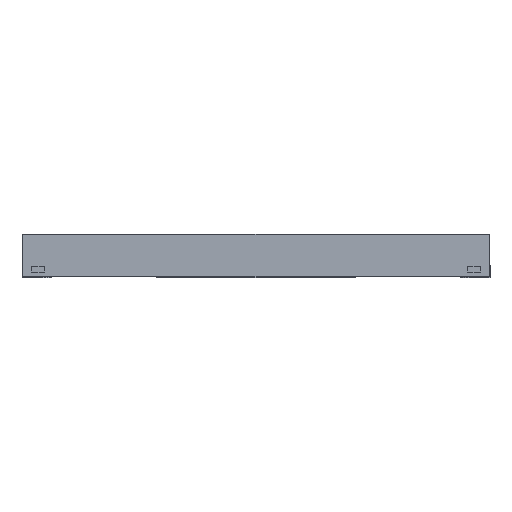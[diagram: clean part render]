
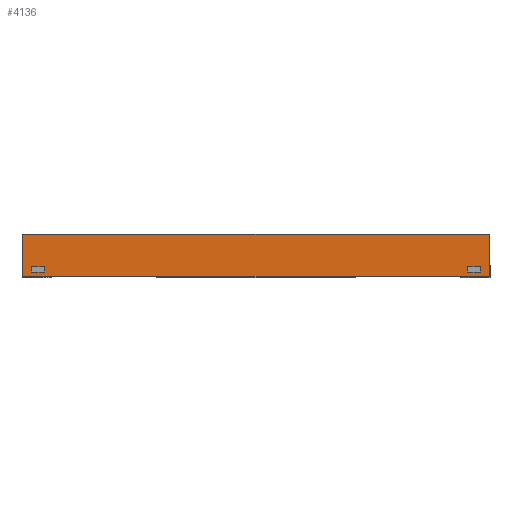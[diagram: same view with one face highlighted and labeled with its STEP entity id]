
A CAD part, front view. The second image highlights one B-rep face of the part: STEP entity #4136.
In plain terms, the highlighted planar face has unit normal (0, -1, 0).
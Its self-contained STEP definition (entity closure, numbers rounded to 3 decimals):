
#89 = DIRECTION ( 'NONE',  ( 0., 1., 0. ) ) ;
#91 = EDGE_CURVE ( 'NONE', #23829, #3589, #21543, .T. ) ;
#96 = EDGE_CURVE ( 'NONE', #9902, #17989, #3260, .T. ) ;
#918 = ORIENTED_EDGE ( 'NONE', *, *, #5525, .T. ) ;
#1069 = ORIENTED_EDGE ( 'NONE', *, *, #96, .T. ) ;
#1150 = CARTESIAN_POINT ( 'NONE',  ( -3.844, -3., 0.08 ) ) ;
#1181 = CARTESIAN_POINT ( 'NONE',  ( -4., -3., 0.73 ) ) ;
#1286 = VERTEX_POINT ( 'NONE', #11484 ) ;
#1299 = LINE ( 'NONE', #23610, #11679 ) ;
#1402 = CARTESIAN_POINT ( 'NONE',  ( 3.844, -3., 0.08 ) ) ;
#1818 = EDGE_CURVE ( 'NONE', #15537, #1286, #14844, .T. ) ;
#2292 = DIRECTION ( 'NONE',  ( 0., 0., 1. ) ) ;
#2343 = CARTESIAN_POINT ( 'NONE',  ( 3.844, -3., 0.174 ) ) ;
#2458 = EDGE_CURVE ( 'NONE', #17989, #11267, #24819, .T. ) ;
#2773 = DIRECTION ( 'NONE',  ( 1., 0., 0. ) ) ;
#2885 = EDGE_LOOP ( 'NONE', ( #15137, #6159, #12701, #918 ) ) ;
#3083 = ORIENTED_EDGE ( 'NONE', *, *, #6764, .T. ) ;
#3114 = CARTESIAN_POINT ( 'NONE',  ( -4., -3., 0.73 ) ) ;
#3156 = EDGE_CURVE ( 'NONE', #23829, #8571, #5571, .T. ) ;
#3260 = LINE ( 'NONE', #12259, #24294 ) ;
#3589 = VERTEX_POINT ( 'NONE', #23037 ) ;
#3884 = DIRECTION ( 'NONE',  ( 0., 0., -1. ) ) ;
#3902 = FACE_OUTER_BOUND ( 'NONE', #7402, .T. ) ;
#4136 = ADVANCED_FACE ( 'NONE', ( #7927, #17180, #3902 ), #12953, .F. ) ;
#4384 = DIRECTION ( 'NONE',  ( 1., 0., 0. ) ) ;
#4487 = CARTESIAN_POINT ( 'NONE',  ( 3.629, -3., 0.174 ) ) ;
#4552 = ORIENTED_EDGE ( 'NONE', *, *, #19219, .F. ) ;
#4700 = VECTOR ( 'NONE', #23864, 1000. ) ;
#4840 = VECTOR ( 'NONE', #17780, 1000. ) ;
#5008 = CARTESIAN_POINT ( 'NONE',  ( -4., -3., 0. ) ) ;
#5525 = EDGE_CURVE ( 'NONE', #21967, #6389, #24508, .T. ) ;
#5571 = LINE ( 'NONE', #1181, #28704 ) ;
#6120 = DIRECTION ( 'NONE',  ( 1., 0., 0. ) ) ;
#6159 = ORIENTED_EDGE ( 'NONE', *, *, #1818, .T. ) ;
#6389 = VERTEX_POINT ( 'NONE', #1150 ) ;
#6613 = ORIENTED_EDGE ( 'NONE', *, *, #3156, .T. ) ;
#6764 = EDGE_CURVE ( 'NONE', #27813, #9902, #28740, .T. ) ;
#6895 = CARTESIAN_POINT ( 'NONE',  ( -3.844, -3., 0.174 ) ) ;
#7402 = EDGE_LOOP ( 'NONE', ( #27964, #4552, #7862, #6613 ) ) ;
#7862 = ORIENTED_EDGE ( 'NONE', *, *, #91, .F. ) ;
#7927 = FACE_BOUND ( 'NONE', #2885, .T. ) ;
#8083 = VECTOR ( 'NONE', #22123, 1000. ) ;
#8353 = CARTESIAN_POINT ( 'NONE',  ( -3.844, -3., 0.174 ) ) ;
#8460 = CARTESIAN_POINT ( 'NONE',  ( -4., -3., 0.73 ) ) ;
#8571 = VERTEX_POINT ( 'NONE', #5008 ) ;
#8654 = CARTESIAN_POINT ( 'NONE',  ( -4., -3., 0.73 ) ) ;
#8908 = VECTOR ( 'NONE', #3884, 1000. ) ;
#8956 = LINE ( 'NONE', #15727, #22143 ) ;
#9277 = LINE ( 'NONE', #11325, #4840 ) ;
#9312 = DIRECTION ( 'NONE',  ( 0., 0., -1. ) ) ;
#9574 = LINE ( 'NONE', #24654, #24715 ) ;
#9902 = VERTEX_POINT ( 'NONE', #24171 ) ;
#10093 = ORIENTED_EDGE ( 'NONE', *, *, #10984, .T. ) ;
#10984 = EDGE_CURVE ( 'NONE', #11267, #27813, #9277, .T. ) ;
#11267 = VERTEX_POINT ( 'NONE', #19686 ) ;
#11325 = CARTESIAN_POINT ( 'NONE',  ( 3.844, -3., 0.174 ) ) ;
#11484 = CARTESIAN_POINT ( 'NONE',  ( -3.629, -3., 0.174 ) ) ;
#11679 = VECTOR ( 'NONE', #9312, 1000. ) ;
#11904 = AXIS2_PLACEMENT_3D ( 'NONE', #8654, #89, #2292 ) ;
#12259 = CARTESIAN_POINT ( 'NONE',  ( 3.629, -3., 0.174 ) ) ;
#12372 = DIRECTION ( 'NONE',  ( 0., 0., -1. ) ) ;
#12701 = ORIENTED_EDGE ( 'NONE', *, *, #22675, .T. ) ;
#12847 = CARTESIAN_POINT ( 'NONE',  ( -3.844, -3., 0.08 ) ) ;
#12953 = PLANE ( 'NONE',  #11904 ) ;
#13931 = EDGE_CURVE ( 'NONE', #8571, #14351, #9574, .T. ) ;
#14351 = VERTEX_POINT ( 'NONE', #21604 ) ;
#14844 = LINE ( 'NONE', #8353, #21105 ) ;
#15120 = LINE ( 'NONE', #26397, #8908 ) ;
#15137 = ORIENTED_EDGE ( 'NONE', *, *, #24352, .T. ) ;
#15537 = VERTEX_POINT ( 'NONE', #6895 ) ;
#15577 = CARTESIAN_POINT ( 'NONE',  ( -3.629, -3., 0.08 ) ) ;
#15727 = CARTESIAN_POINT ( 'NONE',  ( -3.844, -3., 0.174 ) ) ;
#16943 = DIRECTION ( 'NONE',  ( 1., 0., 0. ) ) ;
#17180 = FACE_BOUND ( 'NONE', #27602, .T. ) ;
#17780 = DIRECTION ( 'NONE',  ( 0., 0., -1. ) ) ;
#17989 = VERTEX_POINT ( 'NONE', #4487 ) ;
#18166 = CARTESIAN_POINT ( 'NONE',  ( 3.844, -3., 0.08 ) ) ;
#18231 = VECTOR ( 'NONE', #2773, 1000. ) ;
#19219 = EDGE_CURVE ( 'NONE', #3589, #14351, #1299, .T. ) ;
#19455 = DIRECTION ( 'NONE',  ( 0., 0., 1. ) ) ;
#19686 = CARTESIAN_POINT ( 'NONE',  ( 3.844, -3., 0.174 ) ) ;
#21105 = VECTOR ( 'NONE', #6120, 1000. ) ;
#21543 = LINE ( 'NONE', #3114, #21885 ) ;
#21604 = CARTESIAN_POINT ( 'NONE',  ( 4., -3., 0. ) ) ;
#21885 = VECTOR ( 'NONE', #16943, 1000. ) ;
#21967 = VERTEX_POINT ( 'NONE', #15577 ) ;
#22123 = DIRECTION ( 'NONE',  ( -1., 0., 0. ) ) ;
#22143 = VECTOR ( 'NONE', #26870, 1000. ) ;
#22675 = EDGE_CURVE ( 'NONE', #1286, #21967, #15120, .T. ) ;
#23037 = CARTESIAN_POINT ( 'NONE',  ( 4., -3., 0.73 ) ) ;
#23610 = CARTESIAN_POINT ( 'NONE',  ( 4., -3., 0.73 ) ) ;
#23829 = VERTEX_POINT ( 'NONE', #8460 ) ;
#23864 = DIRECTION ( 'NONE',  ( -1., 0., 0. ) ) ;
#24171 = CARTESIAN_POINT ( 'NONE',  ( 3.629, -3., 0.08 ) ) ;
#24294 = VECTOR ( 'NONE', #19455, 1000. ) ;
#24352 = EDGE_CURVE ( 'NONE', #6389, #15537, #8956, .T. ) ;
#24508 = LINE ( 'NONE', #12847, #8083 ) ;
#24654 = CARTESIAN_POINT ( 'NONE',  ( -4., -3., 0. ) ) ;
#24715 = VECTOR ( 'NONE', #4384, 1000. ) ;
#24819 = LINE ( 'NONE', #2343, #18231 ) ;
#26397 = CARTESIAN_POINT ( 'NONE',  ( -3.629, -3., 0.174 ) ) ;
#26870 = DIRECTION ( 'NONE',  ( 0., 0., 1. ) ) ;
#27301 = ORIENTED_EDGE ( 'NONE', *, *, #2458, .T. ) ;
#27602 = EDGE_LOOP ( 'NONE', ( #27301, #10093, #3083, #1069 ) ) ;
#27813 = VERTEX_POINT ( 'NONE', #18166 ) ;
#27964 = ORIENTED_EDGE ( 'NONE', *, *, #13931, .T. ) ;
#28704 = VECTOR ( 'NONE', #12372, 1000. ) ;
#28740 = LINE ( 'NONE', #1402, #4700 ) ;
